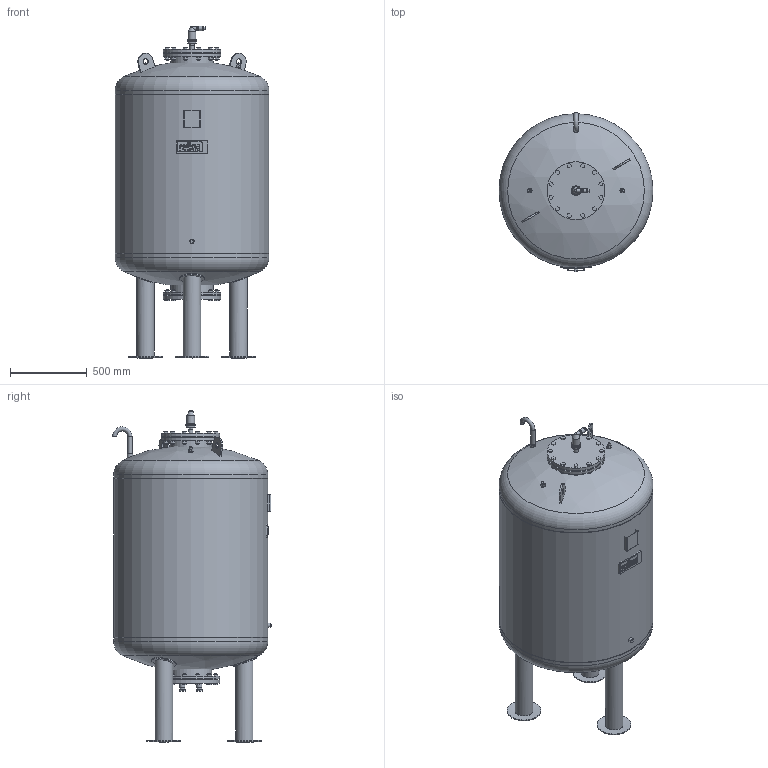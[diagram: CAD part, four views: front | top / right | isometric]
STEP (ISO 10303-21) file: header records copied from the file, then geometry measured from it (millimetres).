
FILE_DESCRIPTION(/* description */ (''),/* implementation_level */ '2;1');
FILE_NAME(/* name */ '3d_VariomatVF1000(1000)-8610705.stp',/* time_stamp */ '2024-09-24T14:53:30+02:00',/* author */ ('Andrzej'),/* organization */ (''),/* preprocessor_version */ 'ST-DEVELOPER v16.13',/* originating_system */ 'AutoCAD Mechanical',/* authorisation */ '');
FILE_SCHEMA (('AUTOMOTIVE_DESIGN { 1 0 10303 214 3 1 1 }'));
Length unit declared in the file: millimetre
Products named in the file (1): Product
Bounding box: 1000 x 1032.45 x 2156.39 mm (x, y, z)
Volume: 1067026047.3 mm3; surface area: 11168685.9 mm2
Topology: 36 solids, 41 shells, 853 faces, 1972 edges, 1309 vertices
Faces by surface type: plane 623, cylinder 176, cone 34, sphere 12, torus 8
Full cylindrical faces by diameter (mm): 15.6 x2, 16 x48, 16.662 x1, 20.7 x1, 20.955 x1, 23 x1, 24.5 x1, 26.9 x5, 27 x1, 30 x3, 33.7 x3, 38 x2, 50 x1, 57 x1, 63 x2, 107 x3, 114.3 x3, 160 x3, 220 x3, 260.4 x1, 273 x2, 318 x1, 375 x4, 1000 x3
Entity records: 23289 total; most frequent: CARTESIAN_POINT 4107, DIRECTION 3912, ORIENTED_EDGE 3596, EDGE_CURVE 1798, LINE 1388, VECTOR 1388, VERTEX_POINT 1273, AXIS2_PLACEMENT_3D 1262
